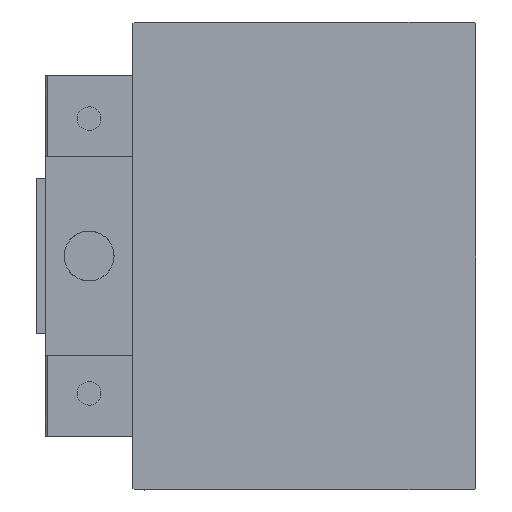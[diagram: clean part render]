
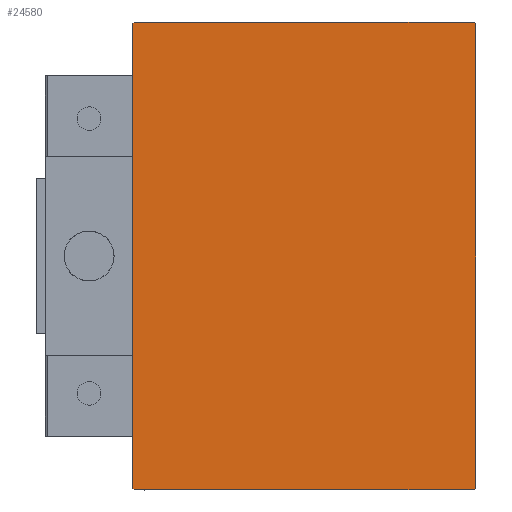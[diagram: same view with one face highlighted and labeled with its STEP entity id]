
A CAD part, left-side view. The second image highlights one B-rep face of the part: STEP entity #24580.
In plain terms, the highlighted face is planar.
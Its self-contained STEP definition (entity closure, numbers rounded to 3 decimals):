
#49 = LINE ( 'NONE', #45256, #3334 ) ;
#86 = ORIENTED_EDGE ( 'NONE', *, *, #19518, .T. ) ;
#166 = ORIENTED_EDGE ( 'NONE', *, *, #33637, .T. ) ;
#695 = CARTESIAN_POINT ( 'NONE',  ( 135., 27.5, 37.5 ) ) ;
#971 = DIRECTION ( 'NONE',  ( 0., 1., 0. ) ) ;
#1568 = EDGE_CURVE ( 'NONE', #45272, #10027, #43635, .T. ) ;
#2147 = ORIENTED_EDGE ( 'NONE', *, *, #7446, .T. ) ;
#3334 = VECTOR ( 'NONE', #33952, 1000. ) ;
#5468 = VECTOR ( 'NONE', #40951, 1000. ) ;
#6240 = CARTESIAN_POINT ( 'NONE',  ( 135., 27.2, 37.5 ) ) ;
#7446 = EDGE_CURVE ( 'NONE', #37442, #45272, #25237, .T. ) ;
#7853 = VECTOR ( 'NONE', #971, 1000. ) ;
#7987 = LINE ( 'NONE', #27563, #28142 ) ;
#8647 = VECTOR ( 'NONE', #35325, 1000. ) ;
#10017 = PLANE ( 'NONE',  #39361 ) ;
#10027 = VERTEX_POINT ( 'NONE', #31189 ) ;
#11513 = DIRECTION ( 'NONE',  ( 0., 0., 1. ) ) ;
#12081 = VECTOR ( 'NONE', #24125, 1000. ) ;
#12590 = ORIENTED_EDGE ( 'NONE', *, *, #1568, .T. ) ;
#12842 = CARTESIAN_POINT ( 'NONE',  ( 135., -27.5, 37.2 ) ) ;
#13070 = LINE ( 'NONE', #28369, #41908 ) ;
#13219 = CARTESIAN_POINT ( 'NONE',  ( 135., -32.35, -32.35 ) ) ;
#13873 = CARTESIAN_POINT ( 'NONE',  ( 135., 27.5, 37.2 ) ) ;
#13906 = EDGE_CURVE ( 'NONE', #20254, #14114, #49, .T. ) ;
#14088 = LINE ( 'NONE', #22357, #5468 ) ;
#14114 = VERTEX_POINT ( 'NONE', #12842 ) ;
#15700 = VERTEX_POINT ( 'NONE', #26824 ) ;
#16156 = ORIENTED_EDGE ( 'NONE', *, *, #42485, .T. ) ;
#16520 = ORIENTED_EDGE ( 'NONE', *, *, #34468, .T. ) ;
#19518 = EDGE_CURVE ( 'NONE', #14114, #37442, #13070, .T. ) ;
#20254 = VERTEX_POINT ( 'NONE', #21455 ) ;
#20513 = LINE ( 'NONE', #695, #8647 ) ;
#20834 = DIRECTION ( 'NONE',  ( 0., 0., -1. ) ) ;
#21455 = CARTESIAN_POINT ( 'NONE',  ( 135., -27.2, 37.5 ) ) ;
#21544 = VECTOR ( 'NONE', #36306, 1000. ) ;
#22059 = DIRECTION ( 'NONE',  ( 0., 0., -1. ) ) ;
#22357 = CARTESIAN_POINT ( 'NONE',  ( 135., 32.35, -32.35 ) ) ;
#24029 = ORIENTED_EDGE ( 'NONE', *, *, #13906, .T. ) ;
#24125 = DIRECTION ( 'NONE',  ( 0., -0.707, 0.707 ) ) ;
#24550 = VERTEX_POINT ( 'NONE', #6240 ) ;
#24580 = ADVANCED_FACE ( 'NONE', ( #37874 ), #10017, .T. ) ;
#25237 = LINE ( 'NONE', #13219, #21544 ) ;
#25318 = DIRECTION ( 'NONE',  ( 1., 0., 0. ) ) ;
#26824 = CARTESIAN_POINT ( 'NONE',  ( 135., 27.5, -37.2 ) ) ;
#27563 = CARTESIAN_POINT ( 'NONE',  ( 135., 27.5, -37.5 ) ) ;
#27885 = LINE ( 'NONE', #38705, #12081 ) ;
#28142 = VECTOR ( 'NONE', #11513, 1000. ) ;
#28369 = CARTESIAN_POINT ( 'NONE',  ( 135., -27.5, 37.5 ) ) ;
#31189 = CARTESIAN_POINT ( 'NONE',  ( 135., 27.2, -37.5 ) ) ;
#31830 = CARTESIAN_POINT ( 'NONE',  ( 135., -27.5, -37.5 ) ) ;
#33106 = CARTESIAN_POINT ( 'NONE',  ( 135., 0., 0. ) ) ;
#33637 = EDGE_CURVE ( 'NONE', #24550, #20254, #20513, .T. ) ;
#33952 = DIRECTION ( 'NONE',  ( 0., -0.707, -0.707 ) ) ;
#34468 = EDGE_CURVE ( 'NONE', #10027, #15700, #14088, .T. ) ;
#35234 = EDGE_LOOP ( 'NONE', ( #12590, #16520, #16156, #36920, #166, #24029, #86, #2147 ) ) ;
#35325 = DIRECTION ( 'NONE',  ( 0., -1., 0. ) ) ;
#36306 = DIRECTION ( 'NONE',  ( 0., 0.707, -0.707 ) ) ;
#36920 = ORIENTED_EDGE ( 'NONE', *, *, #40920, .T. ) ;
#37442 = VERTEX_POINT ( 'NONE', #40261 ) ;
#37874 = FACE_OUTER_BOUND ( 'NONE', #35234, .T. ) ;
#38705 = CARTESIAN_POINT ( 'NONE',  ( 135., 32.35, 32.35 ) ) ;
#39361 = AXIS2_PLACEMENT_3D ( 'NONE', #33106, #25318, #22059 ) ;
#40261 = CARTESIAN_POINT ( 'NONE',  ( 135., -27.5, -37.2 ) ) ;
#40920 = EDGE_CURVE ( 'NONE', #44233, #24550, #27885, .T. ) ;
#40951 = DIRECTION ( 'NONE',  ( 0., 0.707, 0.707 ) ) ;
#41255 = CARTESIAN_POINT ( 'NONE',  ( 135., -27.2, -37.5 ) ) ;
#41908 = VECTOR ( 'NONE', #20834, 1000. ) ;
#42485 = EDGE_CURVE ( 'NONE', #15700, #44233, #7987, .T. ) ;
#43635 = LINE ( 'NONE', #31830, #7853 ) ;
#44233 = VERTEX_POINT ( 'NONE', #13873 ) ;
#45256 = CARTESIAN_POINT ( 'NONE',  ( 135., -32.35, 32.35 ) ) ;
#45272 = VERTEX_POINT ( 'NONE', #41255 ) ;
